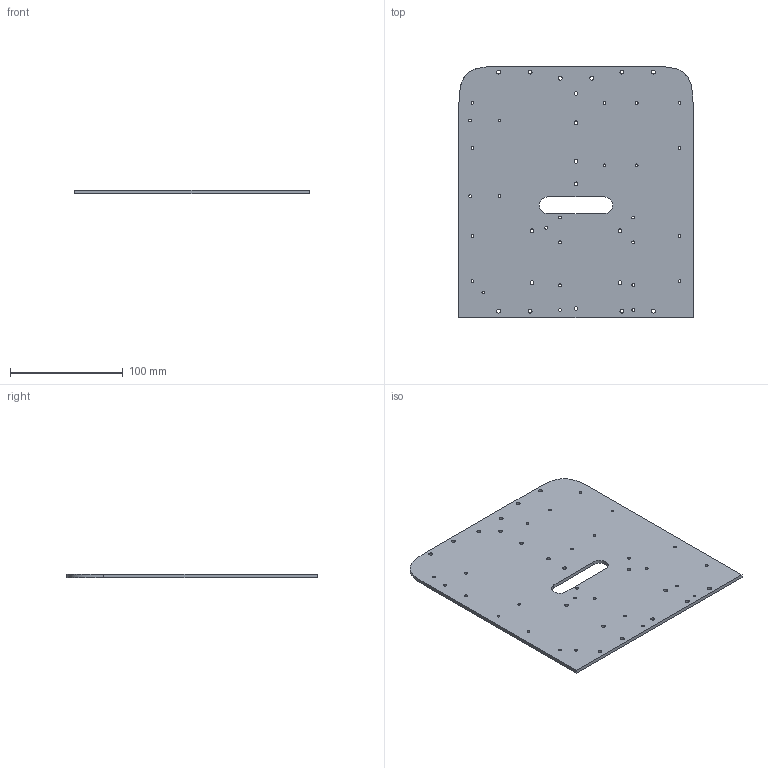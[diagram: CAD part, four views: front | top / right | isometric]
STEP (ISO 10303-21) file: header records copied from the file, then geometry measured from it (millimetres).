
FILE_DESCRIPTION(/* description */ (''),/* implementation_level */ '2;1');
FILE_NAME(/* name */ 'C103-001 TOP PLATE, CHASSIS.stp',/* time_stamp */ '2025-05-03T14:50:43-04:00',/* author */ (''),/* organization */ (''),/* preprocessor_version */ 'ST-DEVELOPER v19.4',/* originating_system */ 'SIEMENS PLM Software NX2306.8900',/* authorisation */ '');
FILE_SCHEMA (('AUTOMOTIVE_DESIGN { 1 0 10303 214 3 1 1 1 }'));
Length unit declared in the file: millimetre
Products named in the file (1): C103-001 TOP PLATE, CHASSIS_objects
Bounding box: 207.66 x 222.66 x 3.12 mm (x, y, z)
Volume: 139825 mm3; surface area: 93878.2 mm2
Topology: 1 solids, 1 shells, 57 faces, 191 edges, 136 vertices
Faces by surface type: cylinder 47, plane 8, bspline 2
Full cylindrical faces by diameter (mm): 2.5 x26, 3.4 x19
Entity records: 2062 total; most frequent: CARTESIAN_POINT 450, DIRECTION 318, ORIENTED_EDGE 240, EDGE_LOOP 194, FACE_BOUND 184, AXIS2_PLACEMENT_3D 150, EDGE_CURVE 120, VERTEX_POINT 110
